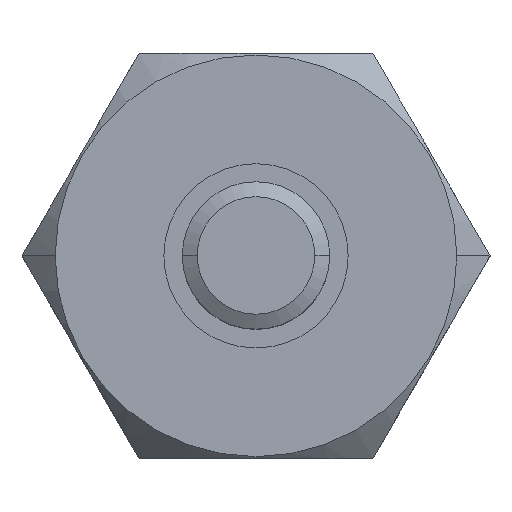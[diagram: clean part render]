
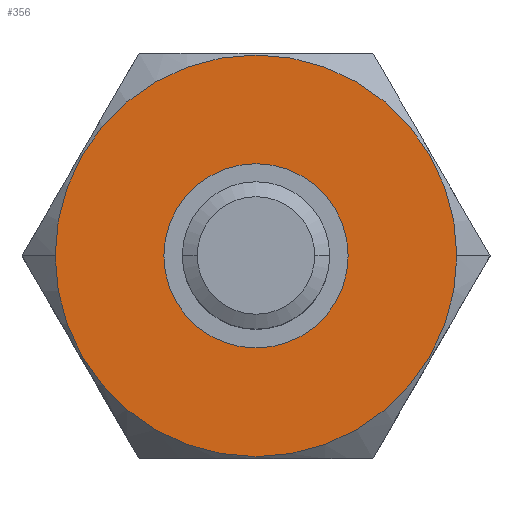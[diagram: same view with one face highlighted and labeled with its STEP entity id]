
A CAD part, top view. The second image highlights one B-rep face of the part: STEP entity #356.
In plain terms, the highlighted planar face has unit normal (0, 0, 1).
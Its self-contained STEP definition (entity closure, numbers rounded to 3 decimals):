
#170=VERTEX_POINT('',#463);
#188=EDGE_CURVE('',#170,#344,#486,.T.);
#230=EDGE_CURVE('',#344,#170,#532,.T.);
#344=VERTEX_POINT('',#660);
#356=ADVANCED_FACE('',(#672),#673,.T.);
#463=CARTESIAN_POINT('',(10.9,0.,10.));
#486=CIRCLE('',#810,10.9);
#532=CIRCLE('',#885,10.9);
#660=CARTESIAN_POINT('',(-10.9,0.,10.));
#672=FACE_OUTER_BOUND('',#1142,.T.);
#673=PLANE('',#1143);
#810=AXIS2_PLACEMENT_3D('',#1322,#1323,#1324);
#885=AXIS2_PLACEMENT_3D('',#1355,#1356,#1357);
#1142=EDGE_LOOP('',(#1524,#1525));
#1143=AXIS2_PLACEMENT_3D('',#1526,#1527,#1528);
#1322=CARTESIAN_POINT('',(0.,0.,10.));
#1323=DIRECTION('',(0.0,0.0,-1.0));
#1324=DIRECTION('',(1.0,0.,0.0));
#1355=CARTESIAN_POINT('',(0.,0.,10.));
#1356=DIRECTION('',(0.0,0.0,-1.0));
#1357=DIRECTION('',(1.0,0.,0.0));
#1524=ORIENTED_EDGE('',*,*,#188,.F.);
#1525=ORIENTED_EDGE('',*,*,#230,.F.);
#1526=CARTESIAN_POINT('',(8.2,0.,10.));
#1527=DIRECTION('',(0.0,0.0,1.0));
#1528=DIRECTION('',(-1.0,0.,0.0));
